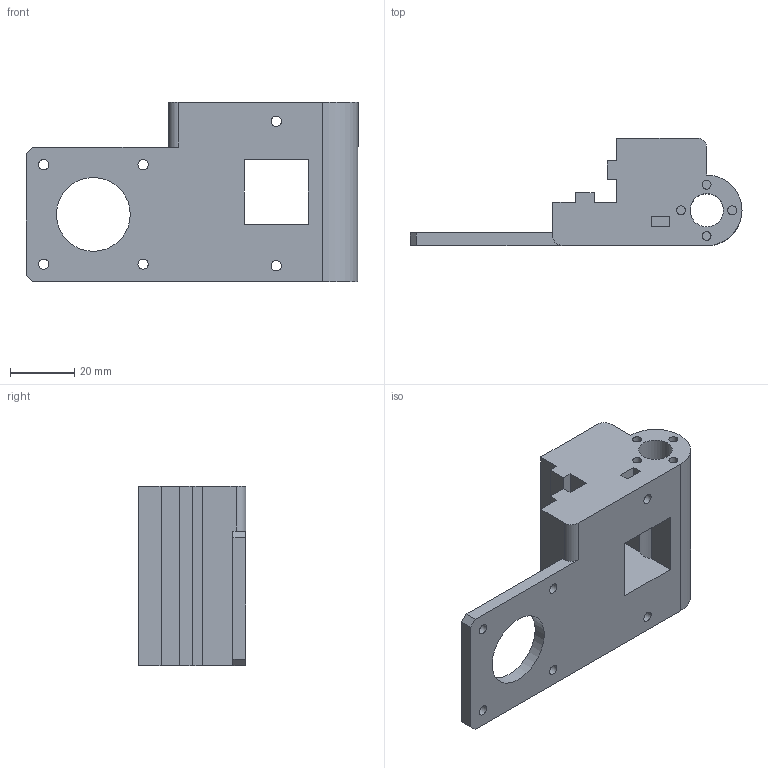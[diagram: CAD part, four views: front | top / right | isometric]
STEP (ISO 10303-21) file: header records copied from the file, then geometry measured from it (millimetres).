
FILE_DESCRIPTION(('FreeCAD Model'),'2;1');
FILE_NAME('Open CASCADE Shape Model','2023-03-02T22:07:09',('Author'),( ''),'Open CASCADE STEP processor 7.5','FreeCAD','Unknown');
FILE_SCHEMA(('AUTOMOTIVE_DESIGN { 1 0 10303 214 1 1 1 1 }'));
Length unit declared in the file: millimetre
Products named in the file (1): Fusion190
Bounding box: 103.5 x 33.5 x 56 mm (x, y, z)
Volume: 64844.6 mm3; surface area: 22082.5 mm2
Topology: 1 solids, 1 shells, 62 faces, 159 edges, 106 vertices
Faces by surface type: plane 42, cylinder 20
Full cylindrical faces by diameter (mm): 2.8 x4, 3.2 x8, 4.2 x1, 8.2 x2, 10.4 x1, 23 x1
Entity records: 4061 total; most frequent: CARTESIAN_POINT 728, DIRECTION 628, LINE 389, VECTOR 389, ORIENTED_EDGE 318, PCURVE 318, DEFINITIONAL_REPRESENTATION 318, EDGE_CURVE 159
